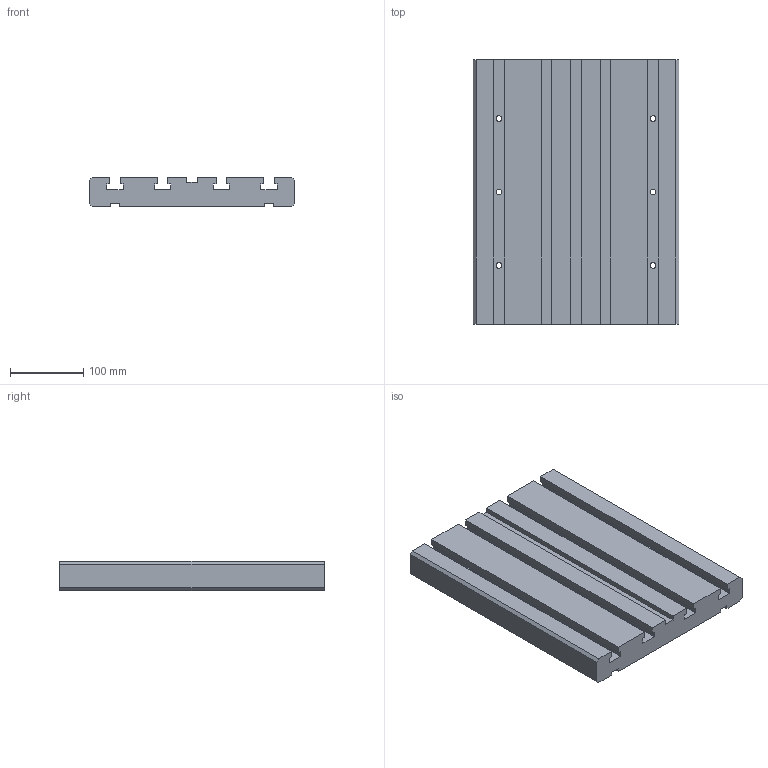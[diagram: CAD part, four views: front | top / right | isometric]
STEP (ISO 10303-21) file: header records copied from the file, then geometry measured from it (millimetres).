
FILE_DESCRIPTION(('CoCreate Modeling STEP Export'),'2;1');
FILE_NAME('m33.stp','2011-05-24T11:34:00',(''),(''),'CoCreate Modeling STEP processor for AP214 (Solid Model)','CoCreate Modeling 18.0P1120 20-Nov-2010 (C) Parametric Technology GmbH','');
FILE_SCHEMA(('AUTOMOTIVE_DESIGN { 1 0 10303 214 1 1 1 1 }'));
Length unit declared in the file: millimetre
Products named in the file (1): BODY_85____SOL10380_-_WSP_TABLE.PRT
Bounding box: 280 x 360 x 40 mm (x, y, z)
Volume: 3505860.5 mm3; surface area: 332240.4 mm2
Topology: 1 solids, 1 shells, 66 faces, 192 edges, 128 vertices
Faces by surface type: plane 54, cylinder 12
Entity records: 2146 total; most frequent: ORIENTED_EDGE 384, CARTESIAN_POINT 375, DIRECTION 326, EDGE_CURVE 192, VECTOR 168, LINE 168, VERTEX_POINT 128, AXIS2_PLACEMENT_3D 79
